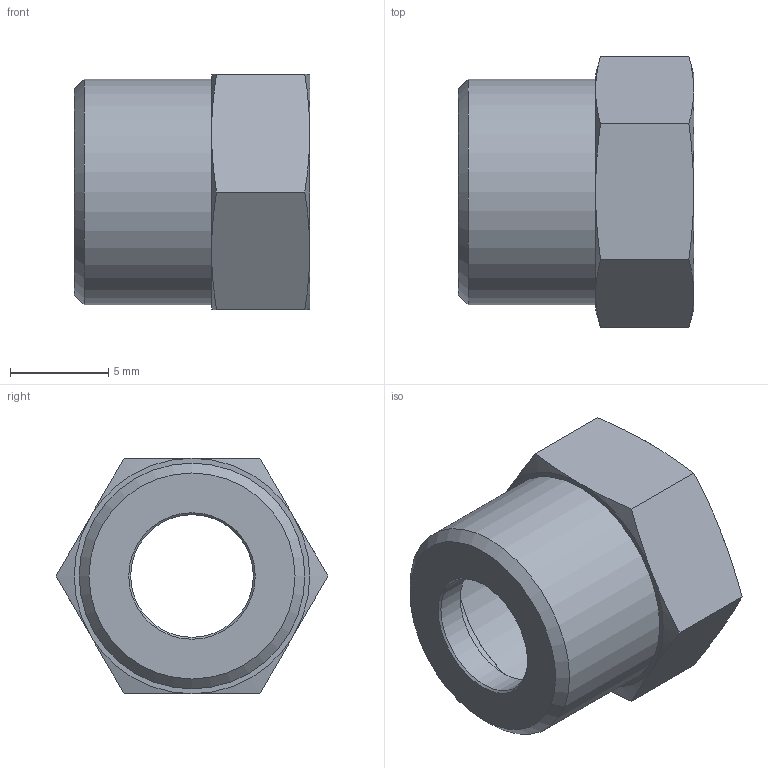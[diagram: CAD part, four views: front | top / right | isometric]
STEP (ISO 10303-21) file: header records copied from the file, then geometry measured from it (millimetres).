
FILE_DESCRIPTION(/* description */ (''),/* implementation_level */ '2;1');
FILE_NAME(/* name */ 'mck_4_es-la.stp',/* time_stamp */ '2018-04-24T10:00:58+02:00',/* author */ ('leitheußer'),/* organization */ (''),/* preprocessor_version */ 'ST-DEVELOPER v15.6',/* originating_system */ 'Autodesk Inventor LT ',/* authorisation */ '');
FILE_SCHEMA (('AUTOMOTIVE_DESIGN { 1 0 10303 214 3 1 1 }'));
Length unit declared in the file: millimetre
Products named in the file (1): MCK 4 ES
Bounding box: 12 x 13.86 x 12 mm (x, y, z)
Volume: 498.8 mm3; surface area: 953.6 mm2
Topology: 1 solids, 1 shells, 30 faces, 61 edges, 35 vertices
Faces by surface type: cone 16, plane 10, cylinder 4
Full cylindrical faces by diameter (mm): 6.25 x1, 9.99 x1, 10 x1, 11.5 x1
Entity records: 744 total; most frequent: CARTESIAN_POINT 167, DIRECTION 114, ORIENTED_EDGE 106, AXIS2_PLACEMENT_3D 54, EDGE_CURVE 53, EDGE_LOOP 42, VERTEX_POINT 35, FACE_OUTER_BOUND 30
